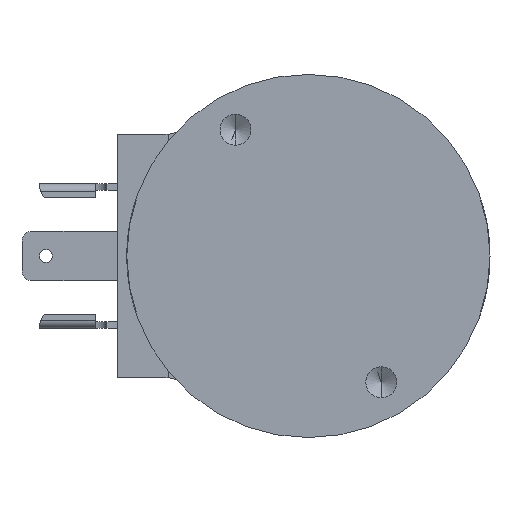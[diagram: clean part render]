
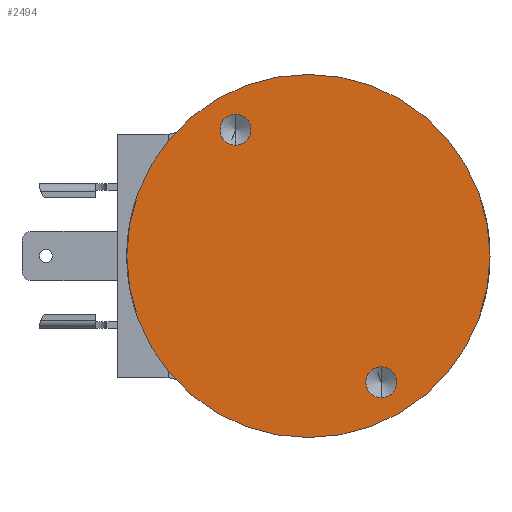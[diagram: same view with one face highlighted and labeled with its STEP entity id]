
A CAD part, front view. The second image highlights one B-rep face of the part: STEP entity #2494.
In plain terms, the highlighted planar face has unit normal (0, -1, 0).
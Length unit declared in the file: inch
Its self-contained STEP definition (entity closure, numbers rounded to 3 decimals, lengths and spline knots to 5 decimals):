
#91 = FACE_BOUND ( 'NONE', #2302, .T. ) ;
#108 = FACE_BOUND ( 'NONE', #294, .T. ) ;
#294 = EDGE_LOOP ( 'NONE', ( #1305, #3762 ) ) ;
#422 = DIRECTION ( 'NONE',  ( 0., 1., 0. ) ) ;
#459 = CIRCLE ( 'NONE', #2926, 0.0795 ) ;
#460 = VERTEX_POINT ( 'NONE', #1003 ) ;
#475 = AXIS2_PLACEMENT_3D ( 'NONE', #4058, #2456, #1834 ) ;
#594 = CIRCLE ( 'NONE', #728, 0.0795 ) ;
#602 = DIRECTION ( 'NONE',  ( 0., 1., 0. ) ) ;
#728 = AXIS2_PLACEMENT_3D ( 'NONE', #2869, #4110, #3481 ) ;
#749 = EDGE_CURVE ( 'NONE', #3930, #1108, #2186, .T. ) ;
#911 = CARTESIAN_POINT ( 'NONE',  ( 0., -1.74, 0. ) ) ;
#995 = EDGE_CURVE ( 'NONE', #2937, #460, #2666, .T. ) ;
#1003 = CARTESIAN_POINT ( 'NONE',  ( -0.375, -1.74, 0.57002 ) ) ;
#1108 = VERTEX_POINT ( 'NONE', #4055 ) ;
#1135 = ORIENTED_EDGE ( 'NONE', *, *, #2018, .F. ) ;
#1146 = ORIENTED_EDGE ( 'NONE', *, *, #749, .F. ) ;
#1218 = AXIS2_PLACEMENT_3D ( 'NONE', #2949, #2031, #2318 ) ;
#1279 = CARTESIAN_POINT ( 'NONE',  ( 0., -1.74, 0.934 ) ) ;
#1305 = ORIENTED_EDGE ( 'NONE', *, *, #3211, .F. ) ;
#1348 = EDGE_LOOP ( 'NONE', ( #1146, #1135 ) ) ;
#1440 = DIRECTION ( 'NONE',  ( 0., 0., -1. ) ) ;
#1727 = CARTESIAN_POINT ( 'NONE',  ( -0.375, -1.74, 0.64952 ) ) ;
#1834 = DIRECTION ( 'NONE',  ( 0., 0., 1. ) ) ;
#1941 = CIRCLE ( 'NONE', #1218, 0.0795 ) ;
#2012 = CARTESIAN_POINT ( 'NONE',  ( 0., -1.74, 0. ) ) ;
#2018 = EDGE_CURVE ( 'NONE', #1108, #3930, #2536, .T. ) ;
#2031 = DIRECTION ( 'NONE',  ( 0., -1., 0. ) ) ;
#2077 = AXIS2_PLACEMENT_3D ( 'NONE', #2012, #422, #3274 ) ;
#2186 = CIRCLE ( 'NONE', #2518, 0.934 ) ;
#2256 = CARTESIAN_POINT ( 'NONE',  ( 0.375, -1.74, -0.57002 ) ) ;
#2302 = EDGE_LOOP ( 'NONE', ( #3425, #3142 ) ) ;
#2318 = DIRECTION ( 'NONE',  ( 0., 0., -1. ) ) ;
#2369 = CARTESIAN_POINT ( 'NONE',  ( -0.375, -1.74, 0.64952 ) ) ;
#2414 = DIRECTION ( 'NONE',  ( 0., -1., 0. ) ) ;
#2456 = DIRECTION ( 'NONE',  ( 0., 1., 0. ) ) ;
#2457 = VERTEX_POINT ( 'NONE', #2256 ) ;
#2483 = EDGE_CURVE ( 'NONE', #2457, #2800, #1941, .T. ) ;
#2494 = ADVANCED_FACE ( 'NONE', ( #108, #91, #3585 ), #2568, .F. ) ;
#2518 = AXIS2_PLACEMENT_3D ( 'NONE', #911, #602, #3154 ) ;
#2536 = CIRCLE ( 'NONE', #475, 0.934 ) ;
#2568 = PLANE ( 'NONE',  #2077 ) ;
#2666 = CIRCLE ( 'NONE', #3449, 0.0795 ) ;
#2800 = VERTEX_POINT ( 'NONE', #3493 ) ;
#2869 = CARTESIAN_POINT ( 'NONE',  ( 0.375, -1.74, -0.64952 ) ) ;
#2926 = AXIS2_PLACEMENT_3D ( 'NONE', #1727, #3884, #3294 ) ;
#2937 = VERTEX_POINT ( 'NONE', #3912 ) ;
#2949 = CARTESIAN_POINT ( 'NONE',  ( 0.375, -1.74, -0.64952 ) ) ;
#3142 = ORIENTED_EDGE ( 'NONE', *, *, #995, .F. ) ;
#3154 = DIRECTION ( 'NONE',  ( 0., 0., 1. ) ) ;
#3211 = EDGE_CURVE ( 'NONE', #2800, #2457, #594, .T. ) ;
#3266 = EDGE_CURVE ( 'NONE', #460, #2937, #459, .T. ) ;
#3274 = DIRECTION ( 'NONE',  ( 0., 0., 1. ) ) ;
#3294 = DIRECTION ( 'NONE',  ( 0., 0., -1. ) ) ;
#3425 = ORIENTED_EDGE ( 'NONE', *, *, #3266, .F. ) ;
#3449 = AXIS2_PLACEMENT_3D ( 'NONE', #2369, #2414, #1440 ) ;
#3481 = DIRECTION ( 'NONE',  ( 0., 0., -1. ) ) ;
#3493 = CARTESIAN_POINT ( 'NONE',  ( 0.375, -1.74, -0.72902 ) ) ;
#3585 = FACE_OUTER_BOUND ( 'NONE', #1348, .T. ) ;
#3762 = ORIENTED_EDGE ( 'NONE', *, *, #2483, .F. ) ;
#3884 = DIRECTION ( 'NONE',  ( 0., -1., 0. ) ) ;
#3912 = CARTESIAN_POINT ( 'NONE',  ( -0.375, -1.74, 0.72902 ) ) ;
#3930 = VERTEX_POINT ( 'NONE', #1279 ) ;
#4055 = CARTESIAN_POINT ( 'NONE',  ( 0., -1.74, -0.934 ) ) ;
#4058 = CARTESIAN_POINT ( 'NONE',  ( 0., -1.74, 0. ) ) ;
#4110 = DIRECTION ( 'NONE',  ( 0., -1., 0. ) ) ;
